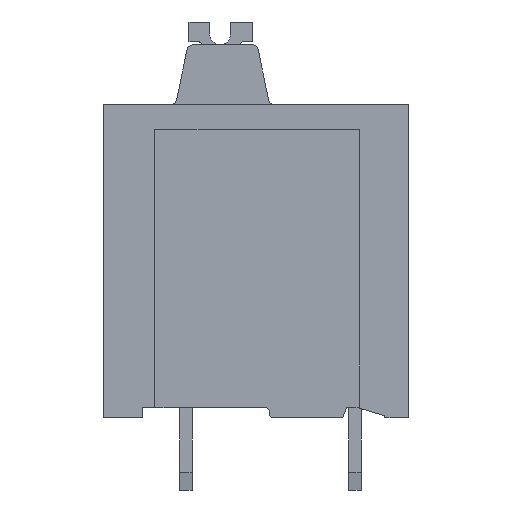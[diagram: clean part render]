
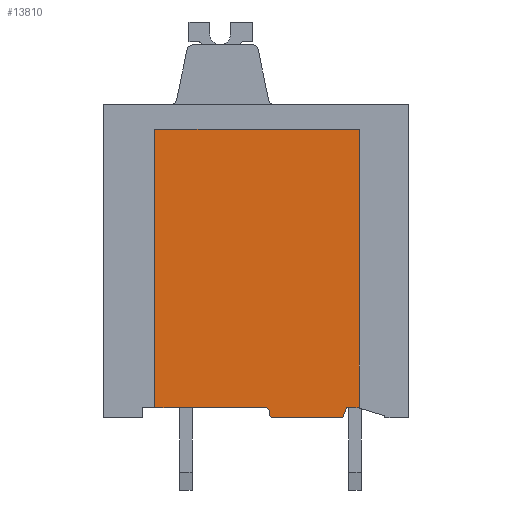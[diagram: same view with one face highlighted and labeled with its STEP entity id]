
A CAD part, left-side view. The second image highlights one B-rep face of the part: STEP entity #13810.
In plain terms, the highlighted planar face has unit normal (-1, 0, 0).
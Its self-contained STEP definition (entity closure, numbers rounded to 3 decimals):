
#6110=AXIS2_PLACEMENT_3D('Plane Axis2P3D',#6107,#6108,#6109) ;
#11229=AXIS2_PLACEMENT_3D('Circle Axis2P3D',#11227,#11228,$) ;
#11284=AXIS2_PLACEMENT_3D('Circle Axis2P3D',#11282,#11283,$) ;
#6107=CARTESIAN_POINT('Axis2P3D Location',(1.1,2.4,0.)) ;
#11102=CARTESIAN_POINT('Vertex',(1.1,2.5,4.)) ;
#11114=CARTESIAN_POINT('Vertex',(1.1,2.4,3.97)) ;
#11117=CARTESIAN_POINT('Line Origine',(1.1,2.45,3.985)) ;
#11198=CARTESIAN_POINT('Vertex',(1.1,6.95,4.)) ;
#11201=CARTESIAN_POINT('Line Origine',(1.1,9.625,4.)) ;
#11205=CARTESIAN_POINT('Vertex',(1.1,12.3,4.)) ;
#11227=CARTESIAN_POINT('Axis2P3D Location',(1.1,6.95,3.8)) ;
#11231=CARTESIAN_POINT('Vertex',(1.1,6.75,3.8)) ;
#11255=CARTESIAN_POINT('Vertex',(1.1,6.75,3.7)) ;
#11258=CARTESIAN_POINT('Line Origine',(1.1,6.75,3.75)) ;
#11279=CARTESIAN_POINT('Vertex',(1.1,6.55,3.5)) ;
#11282=CARTESIAN_POINT('Axis2P3D Location',(1.1,6.55,3.7)) ;
#11298=CARTESIAN_POINT('Vertex',(1.1,3.2,3.5)) ;
#11301=CARTESIAN_POINT('Line Origine',(1.1,4.875,3.5)) ;
#11322=CARTESIAN_POINT('Vertex',(1.1,3.,4.)) ;
#11325=CARTESIAN_POINT('Line Origine',(1.1,3.1,3.75)) ;
#11337=CARTESIAN_POINT('Line Origine',(1.1,2.75,4.)) ;
#11354=CARTESIAN_POINT('Line Origine',(1.1,12.3,10.75)) ;
#11358=CARTESIAN_POINT('Vertex',(1.1,12.3,17.5)) ;
#11378=CARTESIAN_POINT('Line Origine',(1.1,7.35,17.5)) ;
#11382=CARTESIAN_POINT('Vertex',(1.1,2.4,17.5)) ;
#11402=CARTESIAN_POINT('Line Origine',(1.1,2.4,10.735)) ;
#6108=DIRECTION('Axis2P3D Direction',(1.,0.,0.)) ;
#6109=DIRECTION('Axis2P3D XDirection',(0.,1.,0.)) ;
#11118=DIRECTION('Vector Direction',(0.,-0.959,-0.284)) ;
#11202=DIRECTION('Vector Direction',(0.,1.,0.)) ;
#11228=DIRECTION('Axis2P3D Direction',(-1.,0.,0.)) ;
#11259=DIRECTION('Vector Direction',(0.,0.,1.)) ;
#11283=DIRECTION('Axis2P3D Direction',(-1.,0.,0.)) ;
#11302=DIRECTION('Vector Direction',(0.,1.,0.)) ;
#11326=DIRECTION('Vector Direction',(0.,0.371,-0.928)) ;
#11338=DIRECTION('Vector Direction',(0.,1.,0.)) ;
#11355=DIRECTION('Vector Direction',(0.,0.,1.)) ;
#11379=DIRECTION('Vector Direction',(0.,1.,0.)) ;
#11403=DIRECTION('Vector Direction',(0.,0.,1.)) ;
#11119=VECTOR('Line Direction',#11118,1.) ;
#11203=VECTOR('Line Direction',#11202,1.) ;
#11260=VECTOR('Line Direction',#11259,1.) ;
#11303=VECTOR('Line Direction',#11302,1.) ;
#11327=VECTOR('Line Direction',#11326,1.) ;
#11339=VECTOR('Line Direction',#11338,1.) ;
#11356=VECTOR('Line Direction',#11355,1.) ;
#11380=VECTOR('Line Direction',#11379,1.) ;
#11404=VECTOR('Line Direction',#11403,1.) ;
#13798=ORIENTED_EDGE('',*,*,#11207,.F.) ;
#13799=ORIENTED_EDGE('',*,*,#11233,.T.) ;
#13800=ORIENTED_EDGE('',*,*,#11262,.F.) ;
#13801=ORIENTED_EDGE('',*,*,#11286,.F.) ;
#13802=ORIENTED_EDGE('',*,*,#11305,.F.) ;
#13803=ORIENTED_EDGE('',*,*,#11329,.F.) ;
#13804=ORIENTED_EDGE('',*,*,#11341,.F.) ;
#13805=ORIENTED_EDGE('',*,*,#11121,.T.) ;
#13806=ORIENTED_EDGE('',*,*,#11406,.T.) ;
#13807=ORIENTED_EDGE('',*,*,#11384,.T.) ;
#13808=ORIENTED_EDGE('',*,*,#11360,.F.) ;
#13810=ADVANCED_FACE('_LMF 5.00/15/180  3.5SN OR BX 1330320000',(#13809),#6111,.F.) ;
#11230=CIRCLE('generated circle',#11229,0.2) ;
#11285=CIRCLE('generated circle',#11284,0.2) ;
#11121=EDGE_CURVE('',#11103,#11115,#11120,.T.) ;
#11207=EDGE_CURVE('',#11199,#11206,#11204,.T.) ;
#11233=EDGE_CURVE('',#11199,#11232,#11230,.F.) ;
#11262=EDGE_CURVE('',#11256,#11232,#11261,.T.) ;
#11286=EDGE_CURVE('',#11280,#11256,#11285,.F.) ;
#11305=EDGE_CURVE('',#11299,#11280,#11304,.T.) ;
#11329=EDGE_CURVE('',#11323,#11299,#11328,.T.) ;
#11341=EDGE_CURVE('',#11103,#11323,#11340,.T.) ;
#11360=EDGE_CURVE('',#11206,#11359,#11357,.T.) ;
#11384=EDGE_CURVE('',#11383,#11359,#11381,.T.) ;
#11406=EDGE_CURVE('',#11115,#11383,#11405,.T.) ;
#13797=EDGE_LOOP('',(#13798,#13799,#13800,#13801,#13802,#13803,#13804,#13805,#13806,#13807,#13808)) ;
#13809=FACE_OUTER_BOUND('',#13797,.T.) ;
#11120=LINE('Line',#11117,#11119) ;
#11204=LINE('Line',#11201,#11203) ;
#11261=LINE('Line',#11258,#11260) ;
#11304=LINE('Line',#11301,#11303) ;
#11328=LINE('Line',#11325,#11327) ;
#11340=LINE('Line',#11337,#11339) ;
#11357=LINE('Line',#11354,#11356) ;
#11381=LINE('Line',#11378,#11380) ;
#11405=LINE('Line',#11402,#11404) ;
#6111=PLANE('',#6110) ;
#11103=VERTEX_POINT('',#11102) ;
#11115=VERTEX_POINT('',#11114) ;
#11199=VERTEX_POINT('',#11198) ;
#11206=VERTEX_POINT('',#11205) ;
#11232=VERTEX_POINT('',#11231) ;
#11256=VERTEX_POINT('',#11255) ;
#11280=VERTEX_POINT('',#11279) ;
#11299=VERTEX_POINT('',#11298) ;
#11323=VERTEX_POINT('',#11322) ;
#11359=VERTEX_POINT('',#11358) ;
#11383=VERTEX_POINT('',#11382) ;
